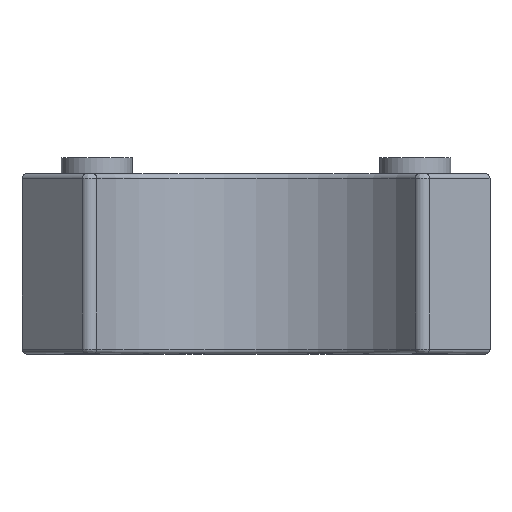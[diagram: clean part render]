
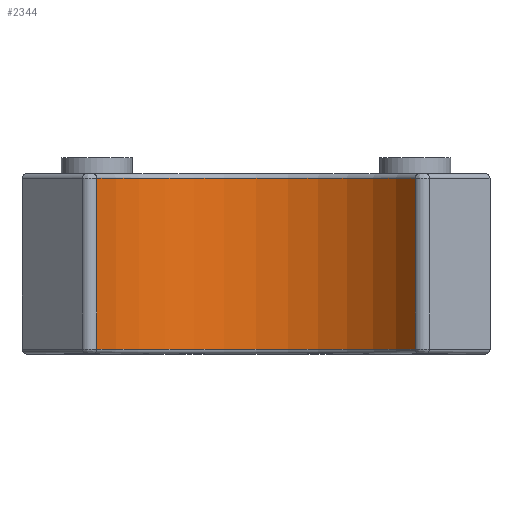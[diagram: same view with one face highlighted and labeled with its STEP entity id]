
A CAD part, top view. The second image highlights one B-rep face of the part: STEP entity #2344.
In plain terms, the highlighted cylindrical face has radius 20.8 mm (diameter 41.6 mm), a partial arc.
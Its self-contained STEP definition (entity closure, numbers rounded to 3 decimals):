
#405=CARTESIAN_POINT('',(0.,0.5,26.));
#406=DIRECTION('',(0.,-1.,0.));
#407=DIRECTION('',(-0.85,0.,-0.526));
#408=AXIS2_PLACEMENT_3D('',#405,#406,#407);
#748=DIRECTION('',(0.,-1.,0.));
#749=VECTOR('',#748,19.);
#750=CARTESIAN_POINT('',(17.689,19.5,15.058));
#751=LINE('',#750,#749);
#755=DIRECTION('',(0.,1.,0.));
#756=VECTOR('',#755,19.);
#757=CARTESIAN_POINT('',(-17.689,0.5,15.058));
#758=LINE('',#757,#756);
#762=CARTESIAN_POINT('',(0.,19.5,26.));
#763=DIRECTION('',(0.,1.,0.));
#764=DIRECTION('',(0.85,0.,-0.526));
#765=AXIS2_PLACEMENT_3D('',#762,#763,#764);
#1769=CARTESIAN_POINT('',(-17.689,19.5,15.058));
#1770=VERTEX_POINT('',#1769);
#1771=CARTESIAN_POINT('',(17.689,19.5,15.058));
#1772=VERTEX_POINT('',#1771);
#1777=CARTESIAN_POINT('',(17.689,0.5,15.058));
#1778=VERTEX_POINT('',#1777);
#1779=CARTESIAN_POINT('',(-17.689,0.5,15.058));
#1780=VERTEX_POINT('',#1779);
#2331=CARTESIAN_POINT('',(0.,0.,26.));
#2332=DIRECTION('',(0.,1.,0.));
#2333=DIRECTION('',(1.,0.,0.));
#2334=AXIS2_PLACEMENT_3D('',#2331,#2332,#2333);
#2335=CYLINDRICAL_SURFACE('',#2334,20.8);
#2337=ORIENTED_EDGE('',*,*,#2336,.F.);
#2338=ORIENTED_EDGE('',*,*,#2326,.T.);
#2339=ORIENTED_EDGE('',*,*,#2084,.F.);
#2341=ORIENTED_EDGE('',*,*,#2340,.T.);
#2342=EDGE_LOOP('',(#2337,#2338,#2339,#2341));
#2343=FACE_OUTER_BOUND('',#2342,.F.);
#2344=ADVANCED_FACE('',(#2343),#2335,.F.);
#409=CIRCLE('',#408,20.8);
#766=CIRCLE('',#765,20.8);
#2084=EDGE_CURVE('',#1780,#1778,#409,.T.);
#2326=EDGE_CURVE('',#1772,#1778,#751,.T.);
#2336=EDGE_CURVE('',#1772,#1770,#766,.T.);
#2340=EDGE_CURVE('',#1780,#1770,#758,.T.);
